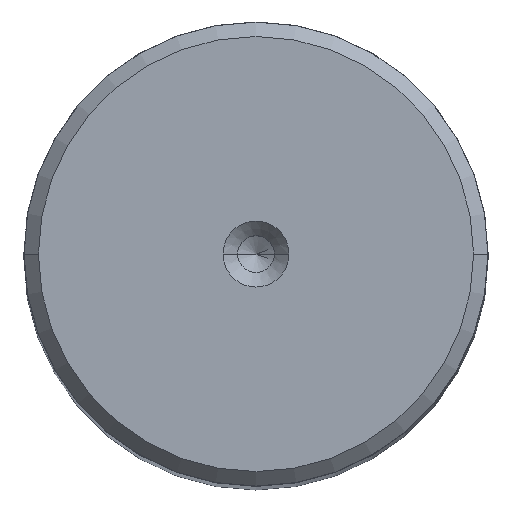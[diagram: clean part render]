
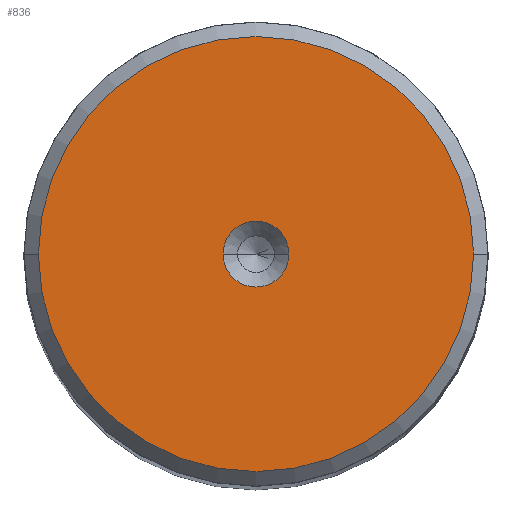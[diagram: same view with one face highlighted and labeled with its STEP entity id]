
A CAD part, top view. The second image highlights one B-rep face of the part: STEP entity #836.
In plain terms, the highlighted planar face has unit normal (0, 0, 1).
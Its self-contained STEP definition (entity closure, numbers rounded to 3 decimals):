
#39 = CIRCLE ( 'NONE', #2771, 2.7 ) ;
#181 = CIRCLE ( 'NONE', #2187, 17.814 ) ;
#184 = EDGE_LOOP ( 'NONE', ( #1719, #1284 ) ) ;
#199 = EDGE_CURVE ( 'NONE', #495, #2009, #181, .T. ) ;
#258 = DIRECTION ( 'NONE',  ( 1., 0., 0. ) ) ;
#300 = CARTESIAN_POINT ( 'NONE',  ( 0., 0., 180. ) ) ;
#423 = CIRCLE ( 'NONE', #2430, 17.814 ) ;
#470 = DIRECTION ( 'NONE',  ( 0., 0., 1. ) ) ;
#495 = VERTEX_POINT ( 'NONE', #651 ) ;
#500 = CARTESIAN_POINT ( 'NONE',  ( 2.7, 0., 180. ) ) ;
#518 = CARTESIAN_POINT ( 'NONE',  ( -2.7, 0., 180. ) ) ;
#611 = AXIS2_PLACEMENT_3D ( 'NONE', #2777, #470, #2559 ) ;
#651 = CARTESIAN_POINT ( 'NONE',  ( 17.814, 0., 180. ) ) ;
#744 = FACE_OUTER_BOUND ( 'NONE', #184, .T. ) ;
#836 = ADVANCED_FACE ( 'NONE', ( #1429, #744 ), #2531, .T. ) ;
#873 = VERTEX_POINT ( 'NONE', #500 ) ;
#1082 = EDGE_CURVE ( 'NONE', #2009, #495, #423, .T. ) ;
#1097 = CARTESIAN_POINT ( 'NONE',  ( -17.814, 0., 180. ) ) ;
#1165 = DIRECTION ( 'NONE',  ( 1., 0., 0. ) ) ;
#1179 = CARTESIAN_POINT ( 'NONE',  ( 0., 0., 180. ) ) ;
#1284 = ORIENTED_EDGE ( 'NONE', *, *, #199, .T. ) ;
#1424 = CARTESIAN_POINT ( 'NONE',  ( 0., 0., 180. ) ) ;
#1429 = FACE_BOUND ( 'NONE', #2254, .T. ) ;
#1436 = CIRCLE ( 'NONE', #2360, 2.7 ) ;
#1534 = DIRECTION ( 'NONE',  ( 0., 0., 1. ) ) ;
#1536 = EDGE_CURVE ( 'NONE', #2545, #873, #39, .T. ) ;
#1719 = ORIENTED_EDGE ( 'NONE', *, *, #1082, .T. ) ;
#1793 = ORIENTED_EDGE ( 'NONE', *, *, #1536, .F. ) ;
#1804 = CARTESIAN_POINT ( 'NONE',  ( 0., 0., 180. ) ) ;
#2009 = VERTEX_POINT ( 'NONE', #1097 ) ;
#2079 = ORIENTED_EDGE ( 'NONE', *, *, #2368, .F. ) ;
#2098 = DIRECTION ( 'NONE',  ( 0., 0., 1. ) ) ;
#2187 = AXIS2_PLACEMENT_3D ( 'NONE', #1804, #1534, #2689 ) ;
#2254 = EDGE_LOOP ( 'NONE', ( #2079, #1793 ) ) ;
#2360 = AXIS2_PLACEMENT_3D ( 'NONE', #1179, #2793, #1165 ) ;
#2368 = EDGE_CURVE ( 'NONE', #873, #2545, #1436, .T. ) ;
#2430 = AXIS2_PLACEMENT_3D ( 'NONE', #1424, #2098, #258 ) ;
#2531 = PLANE ( 'NONE',  #611 ) ;
#2545 = VERTEX_POINT ( 'NONE', #518 ) ;
#2559 = DIRECTION ( 'NONE',  ( 1., 0., 0. ) ) ;
#2575 = DIRECTION ( 'NONE',  ( 0., 0., 1. ) ) ;
#2689 = DIRECTION ( 'NONE',  ( 1., 0., 0. ) ) ;
#2771 = AXIS2_PLACEMENT_3D ( 'NONE', #300, #2575, #2812 ) ;
#2777 = CARTESIAN_POINT ( 'NONE',  ( 0., 0., 180. ) ) ;
#2793 = DIRECTION ( 'NONE',  ( 0., 0., 1. ) ) ;
#2812 = DIRECTION ( 'NONE',  ( 1., 0., 0. ) ) ;
